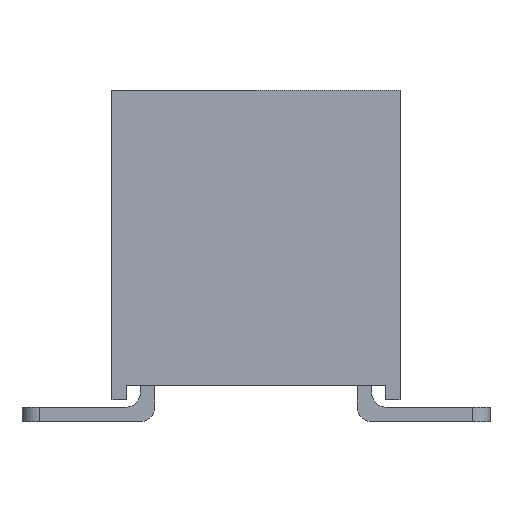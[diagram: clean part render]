
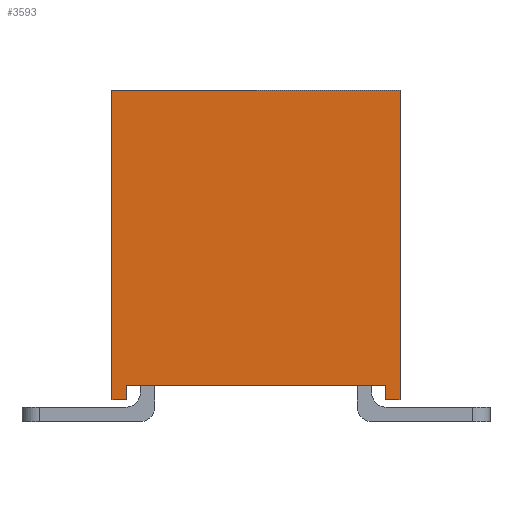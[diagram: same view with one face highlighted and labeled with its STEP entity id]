
A CAD part, left-side view. The second image highlights one B-rep face of the part: STEP entity #3593.
In plain terms, the highlighted planar face has unit normal (-1, 0, 0).
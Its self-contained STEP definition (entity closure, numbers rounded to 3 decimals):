
#513 = VERTEX_POINT('',#514);
#514 = CARTESIAN_POINT('',(-4.25,-2.,0.3));
#531 = VERTEX_POINT('',#532);
#532 = CARTESIAN_POINT('',(-4.25,-2.,4.6));
#538 = EDGE_CURVE('',#531,#513,#539,.T.);
#539 = LINE('',#540,#541);
#540 = CARTESIAN_POINT('',(-4.25,-2.,4.6));
#541 = VECTOR('',#542,1.);
#542 = DIRECTION('',(-0.,-0.,-1.));
#1857 = EDGE_CURVE('',#1858,#1860,#1862,.T.);
#1858 = VERTEX_POINT('',#1859);
#1859 = CARTESIAN_POINT('',(-4.25,-1.8,0.5));
#1860 = VERTEX_POINT('',#1861);
#1861 = CARTESIAN_POINT('',(-4.25,1.8,0.5));
#1862 = LINE('',#1863,#1864);
#1863 = CARTESIAN_POINT('',(-4.25,-1.8,0.5));
#1864 = VECTOR('',#1865,1.);
#1865 = DIRECTION('',(0.,1.,0.));
#2924 = VERTEX_POINT('',#2925);
#2925 = CARTESIAN_POINT('',(-4.25,2.,4.6));
#2931 = EDGE_CURVE('',#2924,#531,#2932,.T.);
#2932 = LINE('',#2933,#2934);
#2933 = CARTESIAN_POINT('',(-4.25,2.,4.6));
#2934 = VECTOR('',#2935,1.);
#2935 = DIRECTION('',(0.,-1.,0.));
#3502 = EDGE_CURVE('',#3503,#513,#3505,.T.);
#3503 = VERTEX_POINT('',#3504);
#3504 = CARTESIAN_POINT('',(-4.25,-1.8,0.3));
#3505 = LINE('',#3506,#3507);
#3506 = CARTESIAN_POINT('',(-4.25,2.,0.3));
#3507 = VECTOR('',#3508,1.);
#3508 = DIRECTION('',(0.,-1.,0.));
#3574 = VERTEX_POINT('',#3575);
#3575 = CARTESIAN_POINT('',(-4.25,2.,0.3));
#3581 = EDGE_CURVE('',#2924,#3574,#3582,.T.);
#3582 = LINE('',#3583,#3584);
#3583 = CARTESIAN_POINT('',(-4.25,2.,4.6));
#3584 = VECTOR('',#3585,1.);
#3585 = DIRECTION('',(-0.,-0.,-1.));
#3593 = ADVANCED_FACE('',(#3594),#3621,.F.);
#3594 = FACE_BOUND('',#3595,.T.);
#3595 = EDGE_LOOP('',(#3596,#3597,#3603,#3604,#3605,#3606,#3607,#3615));
#3596 = ORIENTED_EDGE('',*,*,#1857,.F.);
#3597 = ORIENTED_EDGE('',*,*,#3598,.F.);
#3598 = EDGE_CURVE('',#3503,#1858,#3599,.T.);
#3599 = LINE('',#3600,#3601);
#3600 = CARTESIAN_POINT('',(-4.25,-1.8,0.1));
#3601 = VECTOR('',#3602,1.);
#3602 = DIRECTION('',(0.,0.,1.));
#3603 = ORIENTED_EDGE('',*,*,#3502,.T.);
#3604 = ORIENTED_EDGE('',*,*,#538,.F.);
#3605 = ORIENTED_EDGE('',*,*,#2931,.F.);
#3606 = ORIENTED_EDGE('',*,*,#3581,.T.);
#3607 = ORIENTED_EDGE('',*,*,#3608,.T.);
#3608 = EDGE_CURVE('',#3574,#3609,#3611,.T.);
#3609 = VERTEX_POINT('',#3610);
#3610 = CARTESIAN_POINT('',(-4.25,1.8,0.3));
#3611 = LINE('',#3612,#3613);
#3612 = CARTESIAN_POINT('',(-4.25,2.,0.3));
#3613 = VECTOR('',#3614,1.);
#3614 = DIRECTION('',(0.,-1.,0.));
#3615 = ORIENTED_EDGE('',*,*,#3616,.F.);
#3616 = EDGE_CURVE('',#1860,#3609,#3617,.T.);
#3617 = LINE('',#3618,#3619);
#3618 = CARTESIAN_POINT('',(-4.25,1.8,0.1));
#3619 = VECTOR('',#3620,1.);
#3620 = DIRECTION('',(-0.,-0.,-1.));
#3621 = PLANE('',#3622);
#3622 = AXIS2_PLACEMENT_3D('',#3623,#3624,#3625);
#3623 = CARTESIAN_POINT('',(-4.25,2.,4.6));
#3624 = DIRECTION('',(1.,0.,0.));
#3625 = DIRECTION('',(0.,1.,0.));
